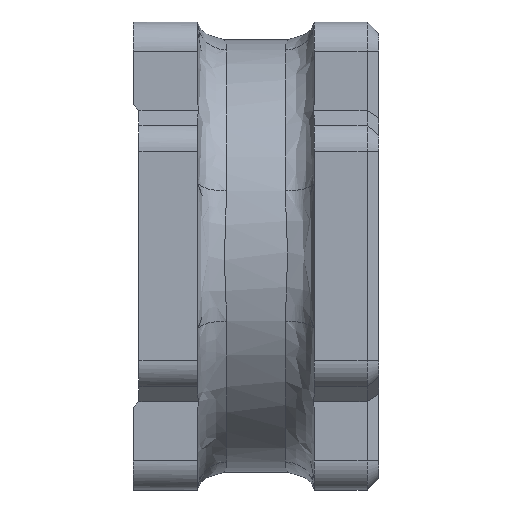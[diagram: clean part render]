
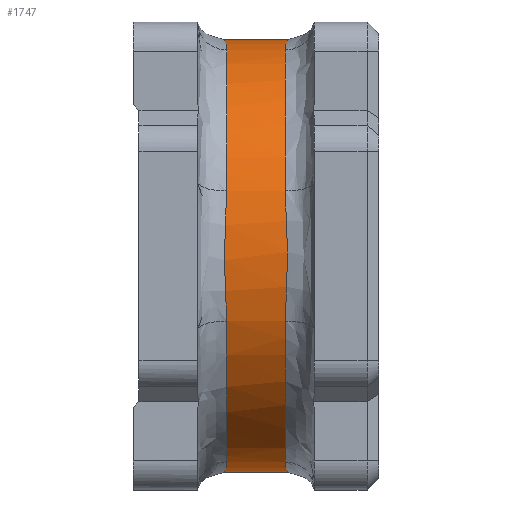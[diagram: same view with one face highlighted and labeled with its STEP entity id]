
A CAD part, left-side view. The second image highlights one B-rep face of the part: STEP entity #1747.
In plain terms, the highlighted free-form (B-spline) face has degree [2, 1] with [5, 2] control points.
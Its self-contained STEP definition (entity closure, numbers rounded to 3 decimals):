
#24 = VERTEX_POINT('',#25);
#25 = CARTESIAN_POINT('',(0.,-1.957,
    -4.698));
#34 = EDGE_CURVE('',#24,#35,#37,.T.);
#35 = VERTEX_POINT('',#36);
#36 = CARTESIAN_POINT('',(0.,-0.585,
    -4.698));
#37 = B_SPLINE_CURVE_WITH_KNOTS('',1,(#38,#39),.UNSPECIFIED.,.F.,.F.,(2,
    2),(0.46,1.54),.PIECEWISE_BEZIER_KNOTS.);
#38 = CARTESIAN_POINT('',(0.,-1.957,
    -4.698));
#39 = CARTESIAN_POINT('',(0.,-0.585,
    -4.698));
#84 = VERTEX_POINT('',#85);
#85 = CARTESIAN_POINT('',(0.,-0.585,
    4.698));
#94 = EDGE_CURVE('',#95,#84,#97,.T.);
#95 = VERTEX_POINT('',#96);
#96 = CARTESIAN_POINT('',(0.,-1.957,
    4.698));
#97 = B_SPLINE_CURVE_WITH_KNOTS('',1,(#98,#99),.UNSPECIFIED.,.F.,.F.,(2,
    2),(0.46,1.54),.PIECEWISE_BEZIER_KNOTS.);
#98 = CARTESIAN_POINT('',(0.,-1.957,4.698));
#99 = CARTESIAN_POINT('',(0.,-0.585,4.698));
#1747 = ADVANCED_FACE('',(#1748),#1854,.T.);
#1748 = FACE_BOUND('',#1749,.T.);
#1749 = EDGE_LOOP('',(#1750,#1751,#1762,#1770,#1785,#1793,#1802,#1803,
    #1814,#1822,#1837,#1845));
#1750 = ORIENTED_EDGE('',*,*,#34,.F.);
#1751 = ORIENTED_EDGE('',*,*,#1752,.T.);
#1752 = EDGE_CURVE('',#24,#1753,#1755,.T.);
#1753 = VERTEX_POINT('',#1754);
#1754 = CARTESIAN_POINT('',(-1.415,-1.907,
    -4.48));
#1755 = B_SPLINE_CURVE_WITH_KNOTS('',3,(#1756,#1757,#1758,#1759,#1760,
    #1761),.UNSPECIFIED.,.F.,.F.,(4,2,4),(0.001,
    0.002,0.002),.UNSPECIFIED.);
#1756 = CARTESIAN_POINT('',(0.,-1.957,
    -4.698));
#1757 = CARTESIAN_POINT('',(-0.241,-1.957,
    -4.698));
#1758 = CARTESIAN_POINT('',(-0.48,-1.947,
    -4.679));
#1759 = CARTESIAN_POINT('',(-0.952,-1.922,
    -4.607));
#1760 = CARTESIAN_POINT('',(-1.185,-1.907,
    -4.553));
#1761 = CARTESIAN_POINT('',(-1.415,-1.907,
    -4.48));
#1762 = ORIENTED_EDGE('',*,*,#1763,.T.);
#1763 = EDGE_CURVE('',#1753,#1764,#1766,.T.);
#1764 = VERTEX_POINT('',#1765);
#1765 = CARTESIAN_POINT('',(-4.48,-1.907,
    -1.415));
#1766 = ( BOUNDED_CURVE() B_SPLINE_CURVE(2,(#1767,#1768,#1769),
.UNSPECIFIED.,.F.,.F.) B_SPLINE_CURVE_WITH_KNOTS((3,3),(3.448,
4.406),.PIECEWISE_BEZIER_KNOTS.) CURVE() 
GEOMETRIC_REPRESENTATION_ITEM() RATIONAL_B_SPLINE_CURVE((1.,
0.887,1.)) REPRESENTATION_ITEM('') );
#1767 = CARTESIAN_POINT('',(-1.415,-1.907,
    -4.48));
#1768 = CARTESIAN_POINT('',(-3.744,-1.907,
    -3.744));
#1769 = CARTESIAN_POINT('',(-4.48,-1.907,
    -1.415));
#1770 = ORIENTED_EDGE('',*,*,#1771,.T.);
#1771 = EDGE_CURVE('',#1764,#1772,#1774,.T.);
#1772 = VERTEX_POINT('',#1773);
#1773 = CARTESIAN_POINT('',(-4.48,-1.907,
    1.415));
#1774 = B_SPLINE_CURVE_WITH_KNOTS('',3,(#1775,#1776,#1777,#1778,#1779,
    #1780,#1781,#1782,#1783,#1784),.UNSPECIFIED.,.F.,.F.,(4,2,2,2,4),(0.
    ,0.001,0.001,0.002,
    0.002),.UNSPECIFIED.);
#1775 = CARTESIAN_POINT('',(-4.48,-1.907,
    -1.415));
#1776 = CARTESIAN_POINT('',(-4.553,-1.907,
    -1.185));
#1777 = CARTESIAN_POINT('',(-4.607,-1.922,
    -0.952));
#1778 = CARTESIAN_POINT('',(-4.679,-1.947,
    -0.481));
#1779 = CARTESIAN_POINT('',(-4.698,-1.957,
    -0.242));
#1780 = CARTESIAN_POINT('',(-4.698,-1.958,
    0.241));
#1781 = CARTESIAN_POINT('',(-4.679,-1.947,0.48)
  );
#1782 = CARTESIAN_POINT('',(-4.607,-1.922,
    0.952));
#1783 = CARTESIAN_POINT('',(-4.553,-1.907,
    1.185));
#1784 = CARTESIAN_POINT('',(-4.48,-1.907,
    1.415));
#1785 = ORIENTED_EDGE('',*,*,#1786,.T.);
#1786 = EDGE_CURVE('',#1772,#1787,#1789,.T.);
#1787 = VERTEX_POINT('',#1788);
#1788 = CARTESIAN_POINT('',(-1.415,-1.907,
    4.48));
#1789 = ( BOUNDED_CURVE() B_SPLINE_CURVE(2,(#1790,#1791,#1792),
.UNSPECIFIED.,.F.,.F.) B_SPLINE_CURVE_WITH_KNOTS((3,3),(5.018,
5.977),.PIECEWISE_BEZIER_KNOTS.) CURVE() 
GEOMETRIC_REPRESENTATION_ITEM() RATIONAL_B_SPLINE_CURVE((1.,
0.887,1.)) REPRESENTATION_ITEM('') );
#1790 = CARTESIAN_POINT('',(-4.48,-1.907,
    1.415));
#1791 = CARTESIAN_POINT('',(-3.744,-1.907,
    3.744));
#1792 = CARTESIAN_POINT('',(-1.415,-1.907,
    4.48));
#1793 = ORIENTED_EDGE('',*,*,#1794,.T.);
#1794 = EDGE_CURVE('',#1787,#95,#1795,.T.);
#1795 = B_SPLINE_CURVE_WITH_KNOTS('',3,(#1796,#1797,#1798,#1799,#1800,
    #1801),.UNSPECIFIED.,.F.,.F.,(4,2,4),(0.,0.001,
    0.001),.UNSPECIFIED.);
#1796 = CARTESIAN_POINT('',(-1.415,-1.907,
    4.48));
#1797 = CARTESIAN_POINT('',(-1.184,-1.907,
    4.553));
#1798 = CARTESIAN_POINT('',(-0.952,-1.922,4.607
    ));
#1799 = CARTESIAN_POINT('',(-0.48,-1.947,
    4.679));
#1800 = CARTESIAN_POINT('',(-0.242,-1.957,
    4.698));
#1801 = CARTESIAN_POINT('',(0.,-1.957,
    4.698));
#1802 = ORIENTED_EDGE('',*,*,#94,.T.);
#1803 = ORIENTED_EDGE('',*,*,#1804,.T.);
#1804 = EDGE_CURVE('',#84,#1805,#1807,.T.);
#1805 = VERTEX_POINT('',#1806);
#1806 = CARTESIAN_POINT('',(-1.415,-0.636,
    4.48));
#1807 = B_SPLINE_CURVE_WITH_KNOTS('',3,(#1808,#1809,#1810,#1811,#1812,
    #1813),.UNSPECIFIED.,.F.,.F.,(4,2,4),(0.001,
    0.002,0.002),.UNSPECIFIED.);
#1808 = CARTESIAN_POINT('',(0.,-0.585,
    4.698));
#1809 = CARTESIAN_POINT('',(-0.242,-0.585,
    4.698));
#1810 = CARTESIAN_POINT('',(-0.48,-0.596,
    4.679));
#1811 = CARTESIAN_POINT('',(-0.952,-0.621,4.607
    ));
#1812 = CARTESIAN_POINT('',(-1.184,-0.636,4.553
    ));
#1813 = CARTESIAN_POINT('',(-1.415,-0.636,
    4.48));
#1814 = ORIENTED_EDGE('',*,*,#1815,.T.);
#1815 = EDGE_CURVE('',#1805,#1816,#1818,.T.);
#1816 = VERTEX_POINT('',#1817);
#1817 = CARTESIAN_POINT('',(-4.48,-0.636,
    1.415));
#1818 = ( BOUNDED_CURVE() B_SPLINE_CURVE(2,(#1819,#1820,#1821),
.UNSPECIFIED.,.F.,.F.) B_SPLINE_CURVE_WITH_KNOTS((3,3),(0.306,
1.265),.PIECEWISE_BEZIER_KNOTS.) CURVE() 
GEOMETRIC_REPRESENTATION_ITEM() RATIONAL_B_SPLINE_CURVE((1.,
0.887,1.)) REPRESENTATION_ITEM('') );
#1819 = CARTESIAN_POINT('',(-1.415,-0.636,
    4.48));
#1820 = CARTESIAN_POINT('',(-3.744,-0.636,
    3.744));
#1821 = CARTESIAN_POINT('',(-4.48,-0.636,
    1.415));
#1822 = ORIENTED_EDGE('',*,*,#1823,.T.);
#1823 = EDGE_CURVE('',#1816,#1824,#1826,.T.);
#1824 = VERTEX_POINT('',#1825);
#1825 = CARTESIAN_POINT('',(-4.48,-0.636,
    -1.415));
#1826 = B_SPLINE_CURVE_WITH_KNOTS('',3,(#1827,#1828,#1829,#1830,#1831,
    #1832,#1833,#1834,#1835,#1836),.UNSPECIFIED.,.F.,.F.,(4,2,2,2,4),(0.
    ,0.001,0.001,0.002,
    0.002),.UNSPECIFIED.);
#1827 = CARTESIAN_POINT('',(-4.48,-0.636,
    1.415));
#1828 = CARTESIAN_POINT('',(-4.553,-0.636,
    1.185));
#1829 = CARTESIAN_POINT('',(-4.607,-0.621,
    0.952));
#1830 = CARTESIAN_POINT('',(-4.679,-0.596,0.48)
  );
#1831 = CARTESIAN_POINT('',(-4.698,-0.585,
    0.241));
#1832 = CARTESIAN_POINT('',(-4.698,-0.586,
    -0.242));
#1833 = CARTESIAN_POINT('',(-4.679,-0.596,
    -0.481));
#1834 = CARTESIAN_POINT('',(-4.607,-0.621,
    -0.952));
#1835 = CARTESIAN_POINT('',(-4.553,-0.636,
    -1.185));
#1836 = CARTESIAN_POINT('',(-4.48,-0.636,
    -1.415));
#1837 = ORIENTED_EDGE('',*,*,#1838,.T.);
#1838 = EDGE_CURVE('',#1824,#1839,#1841,.T.);
#1839 = VERTEX_POINT('',#1840);
#1840 = CARTESIAN_POINT('',(-1.415,-0.636,
    -4.48));
#1841 = ( BOUNDED_CURVE() B_SPLINE_CURVE(2,(#1842,#1843,#1844),
.UNSPECIFIED.,.F.,.F.) B_SPLINE_CURVE_WITH_KNOTS((3,3),(1.877,
2.836),.PIECEWISE_BEZIER_KNOTS.) CURVE() 
GEOMETRIC_REPRESENTATION_ITEM() RATIONAL_B_SPLINE_CURVE((1.,
0.887,1.)) REPRESENTATION_ITEM('') );
#1842 = CARTESIAN_POINT('',(-4.48,-0.636,
    -1.415));
#1843 = CARTESIAN_POINT('',(-3.744,-0.636,
    -3.744));
#1844 = CARTESIAN_POINT('',(-1.415,-0.636,
    -4.48));
#1845 = ORIENTED_EDGE('',*,*,#1846,.T.);
#1846 = EDGE_CURVE('',#1839,#35,#1847,.T.);
#1847 = B_SPLINE_CURVE_WITH_KNOTS('',3,(#1848,#1849,#1850,#1851,#1852,
    #1853),.UNSPECIFIED.,.F.,.F.,(4,2,4),(0.,0.001,
    0.001),.UNSPECIFIED.);
#1848 = CARTESIAN_POINT('',(-1.415,-0.636,
    -4.48));
#1849 = CARTESIAN_POINT('',(-1.185,-0.636,
    -4.553));
#1850 = CARTESIAN_POINT('',(-0.952,-0.621,
    -4.607));
#1851 = CARTESIAN_POINT('',(-0.48,-0.596,
    -4.679));
#1852 = CARTESIAN_POINT('',(-0.241,-0.585,
    -4.698));
#1853 = CARTESIAN_POINT('',(0.,-0.585,
    -4.698));
#1854 = ( BOUNDED_SURFACE() B_SPLINE_SURFACE(2,1,(
    (#1855,#1856)
    ,(#1857,#1858)
    ,(#1859,#1860)
    ,(#1861,#1862)
    ,(#1863,#1864
)),.UNSPECIFIED.,.F.,.F.,.F.) B_SPLINE_SURFACE_WITH_KNOTS((3,2,3),(2,2),
  (3.142,4.712,6.283),(0.46,
    1.54),.PIECEWISE_BEZIER_KNOTS.) 
GEOMETRIC_REPRESENTATION_ITEM() RATIONAL_B_SPLINE_SURFACE((
    (1.,1.)
    ,(0.707,0.707)
    ,(1.,1.)
    ,(0.707,0.707)
,(1.,1.))) REPRESENTATION_ITEM('') SURFACE() );
#1855 = CARTESIAN_POINT('',(0.,-1.958,
    -4.698));
#1856 = CARTESIAN_POINT('',(0.,-0.585,
    -4.698));
#1857 = CARTESIAN_POINT('',(-4.698,-1.958,
    -4.698));
#1858 = CARTESIAN_POINT('',(-4.698,-0.585,
    -4.698));
#1859 = CARTESIAN_POINT('',(-4.698,-1.958,
    0.));
#1860 = CARTESIAN_POINT('',(-4.698,-0.585,
    0.));
#1861 = CARTESIAN_POINT('',(-4.698,-1.958,
    4.698));
#1862 = CARTESIAN_POINT('',(-4.698,-0.585,
    4.698));
#1863 = CARTESIAN_POINT('',(0.,-1.958,
    4.698));
#1864 = CARTESIAN_POINT('',(0.,-0.585,
    4.698));
